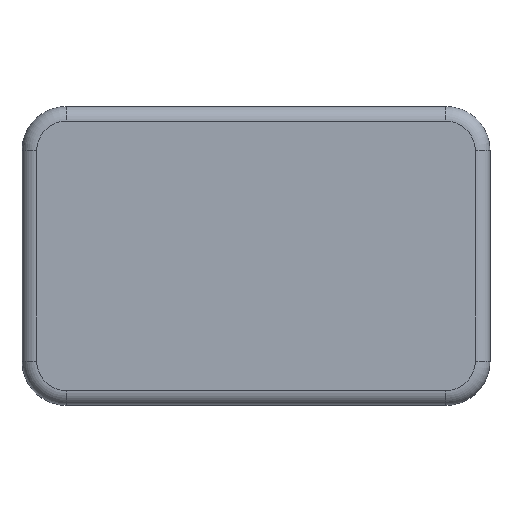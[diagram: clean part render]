
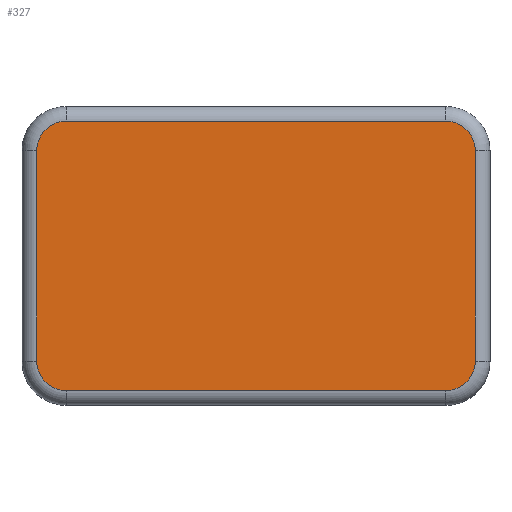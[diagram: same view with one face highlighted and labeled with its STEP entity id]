
A CAD part, top view. The second image highlights one B-rep face of the part: STEP entity #327.
In plain terms, the highlighted planar face has unit normal (0, 0, 1).
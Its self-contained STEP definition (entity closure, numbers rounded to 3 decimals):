
#28 = DIRECTION ( 'NONE',  ( -1., 0., 0. ) ) ;
#64 = EDGE_CURVE ( 'NONE', #777, #1212, #1037, .T. ) ;
#75 = CIRCLE ( 'NONE', #97, 2. ) ;
#91 = LINE ( 'NONE', #627, #160 ) ;
#97 = AXIS2_PLACEMENT_3D ( 'NONE', #244, #399, #415 ) ;
#135 = DIRECTION ( 'NONE',  ( 0., 0., -1. ) ) ;
#152 = CIRCLE ( 'NONE', #183, 2. ) ;
#160 = VECTOR ( 'NONE', #639, 1000. ) ;
#183 = AXIS2_PLACEMENT_3D ( 'NONE', #1332, #135, #805 ) ;
#212 = CARTESIAN_POINT ( 'NONE',  ( -12.9, -7.15, 10.2 ) ) ;
#244 = CARTESIAN_POINT ( 'NONE',  ( -12.9, 7.15, 10.2 ) ) ;
#262 = CARTESIAN_POINT ( 'NONE',  ( -14.9, -7.15, 10.2 ) ) ;
#273 = ORIENTED_EDGE ( 'NONE', *, *, #1129, .T. ) ;
#290 = EDGE_CURVE ( 'NONE', #1112, #1212, #618, .T. ) ;
#327 = ADVANCED_FACE ( 'NONE', ( #912 ), #1709, .F. ) ;
#357 = VERTEX_POINT ( 'NONE', #524 ) ;
#369 = DIRECTION ( 'NONE',  ( -1., 0., 0. ) ) ;
#399 = DIRECTION ( 'NONE',  ( 0., 0., -1. ) ) ;
#415 = DIRECTION ( 'NONE',  ( -1., 0., 0. ) ) ;
#432 = EDGE_CURVE ( 'NONE', #1732, #850, #690, .T. ) ;
#437 = CARTESIAN_POINT ( 'NONE',  ( 12.9, -7.15, 10.2 ) ) ;
#524 = CARTESIAN_POINT ( 'NONE',  ( 14.9, 7.15, 10.2 ) ) ;
#556 = ORIENTED_EDGE ( 'NONE', *, *, #432, .F. ) ;
#571 = DIRECTION ( 'NONE',  ( -1., 0., 0. ) ) ;
#606 = ORIENTED_EDGE ( 'NONE', *, *, #1265, .T. ) ;
#618 = LINE ( 'NONE', #1046, #634 ) ;
#622 = CARTESIAN_POINT ( 'NONE',  ( 0., 0., 10.2 ) ) ;
#627 = CARTESIAN_POINT ( 'NONE',  ( 0., -9.15, 10.2 ) ) ;
#634 = VECTOR ( 'NONE', #1465, 1000. ) ;
#639 = DIRECTION ( 'NONE',  ( 1., 0., 0. ) ) ;
#670 = LINE ( 'NONE', #1215, #1640 ) ;
#690 = CIRCLE ( 'NONE', #812, 2. ) ;
#707 = VERTEX_POINT ( 'NONE', #1223 ) ;
#709 = EDGE_LOOP ( 'NONE', ( #1450, #1476, #1649, #273, #556, #606, #762, #870 ) ) ;
#738 = DIRECTION ( 'NONE',  ( -1., 0., 0. ) ) ;
#762 = ORIENTED_EDGE ( 'NONE', *, *, #1529, .F. ) ;
#765 = VECTOR ( 'NONE', #571, 1000. ) ;
#777 = VERTEX_POINT ( 'NONE', #997 ) ;
#797 = DIRECTION ( 'NONE',  ( 0., 1., 0. ) ) ;
#805 = DIRECTION ( 'NONE',  ( -1., 0., 0. ) ) ;
#812 = AXIS2_PLACEMENT_3D ( 'NONE', #437, #1504, #28 ) ;
#850 = VERTEX_POINT ( 'NONE', #881 ) ;
#861 = LINE ( 'NONE', #991, #765 ) ;
#870 = ORIENTED_EDGE ( 'NONE', *, *, #1713, .T. ) ;
#881 = CARTESIAN_POINT ( 'NONE',  ( 12.9, -9.15, 10.2 ) ) ;
#910 = DIRECTION ( 'NONE',  ( 0., 0., -1. ) ) ;
#911 = CARTESIAN_POINT ( 'NONE',  ( -14.9, 7.15, 10.2 ) ) ;
#912 = FACE_OUTER_BOUND ( 'NONE', #709, .T. ) ;
#991 = CARTESIAN_POINT ( 'NONE',  ( 0., 9.15, 10.2 ) ) ;
#997 = CARTESIAN_POINT ( 'NONE',  ( -12.9, -9.15, 10.2 ) ) ;
#1037 = CIRCLE ( 'NONE', #1652, 2. ) ;
#1046 = CARTESIAN_POINT ( 'NONE',  ( -14.9, 0., 10.2 ) ) ;
#1112 = VERTEX_POINT ( 'NONE', #911 ) ;
#1129 = EDGE_CURVE ( 'NONE', #777, #850, #91, .T. ) ;
#1145 = EDGE_CURVE ( 'NONE', #1112, #1189, #75, .T. ) ;
#1163 = DIRECTION ( 'NONE',  ( 0., 0., -1. ) ) ;
#1189 = VERTEX_POINT ( 'NONE', #1464 ) ;
#1212 = VERTEX_POINT ( 'NONE', #262 ) ;
#1215 = CARTESIAN_POINT ( 'NONE',  ( 14.9, 0., 10.2 ) ) ;
#1223 = CARTESIAN_POINT ( 'NONE',  ( 12.9, 9.15, 10.2 ) ) ;
#1265 = EDGE_CURVE ( 'NONE', #1732, #357, #670, .T. ) ;
#1332 = CARTESIAN_POINT ( 'NONE',  ( 12.9, 7.15, 10.2 ) ) ;
#1368 = AXIS2_PLACEMENT_3D ( 'NONE', #622, #1163, #369 ) ;
#1450 = ORIENTED_EDGE ( 'NONE', *, *, #1145, .F. ) ;
#1464 = CARTESIAN_POINT ( 'NONE',  ( -12.9, 9.15, 10.2 ) ) ;
#1465 = DIRECTION ( 'NONE',  ( 0., -1., 0. ) ) ;
#1476 = ORIENTED_EDGE ( 'NONE', *, *, #290, .T. ) ;
#1504 = DIRECTION ( 'NONE',  ( 0., 0., -1. ) ) ;
#1529 = EDGE_CURVE ( 'NONE', #707, #357, #152, .T. ) ;
#1638 = CARTESIAN_POINT ( 'NONE',  ( 14.9, -7.15, 10.2 ) ) ;
#1640 = VECTOR ( 'NONE', #797, 1000. ) ;
#1649 = ORIENTED_EDGE ( 'NONE', *, *, #64, .F. ) ;
#1652 = AXIS2_PLACEMENT_3D ( 'NONE', #212, #910, #738 ) ;
#1709 = PLANE ( 'NONE',  #1368 ) ;
#1713 = EDGE_CURVE ( 'NONE', #707, #1189, #861, .T. ) ;
#1732 = VERTEX_POINT ( 'NONE', #1638 ) ;
